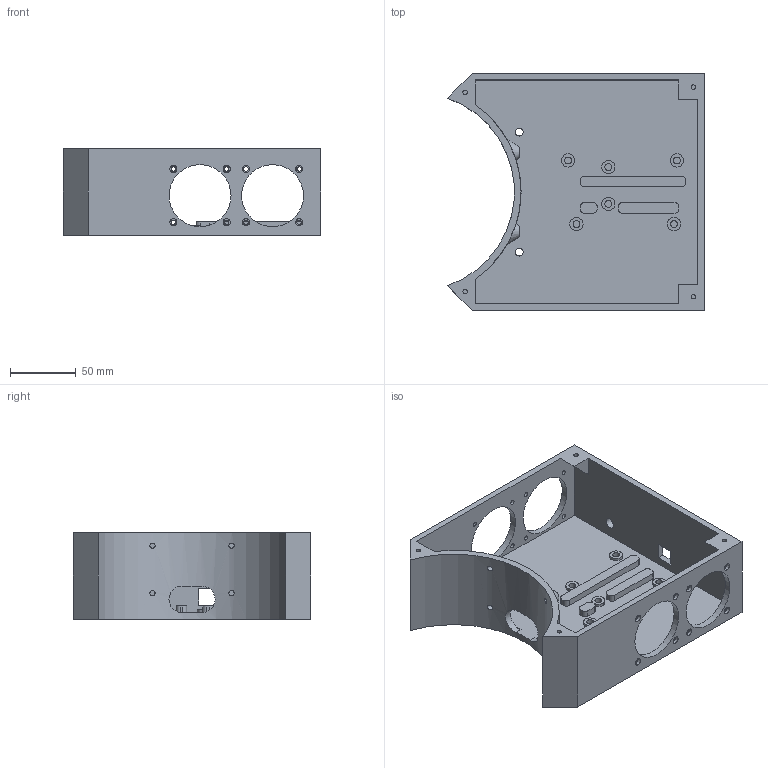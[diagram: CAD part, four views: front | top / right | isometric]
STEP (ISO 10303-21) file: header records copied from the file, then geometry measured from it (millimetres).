
FILE_DESCRIPTION(('FreeCAD Model'),'2;1');
FILE_NAME('BaseBoxBody.step', '2018-01-15T19:36:43',('Author'),(''), 'Open CASCADE STEP processor 6.8','FreeCAD','Unknown');
FILE_SCHEMA(('AUTOMOTIVE_DESIGN_CC2 { 1 2 10303 214 -1 1 5 4 }'));
Length unit declared in the file: millimetre
Products named in the file (1): BaseBoxBodyFinal
Bounding box: 195 x 180 x 65.5 mm (x, y, z)
Volume: 344212.3 mm3; surface area: 147354.4 mm2
Topology: 1 solids, 1 shells, 176 faces, 429 edges, 292 vertices
Faces by surface type: plane 97, cylinder 75, cone 4
Full cylindrical faces by diameter (mm): 3.4 x20, 4 x4, 5.2 x6, 5.4 x16, 6 x2, 8 x1, 10 x6, 47 x4
Entity records: 24054 total; most frequent: CARTESIAN_POINT 15429, DIRECTION 1540, ORIENTED_EDGE 858, PCURVE 858, DEFINITIONAL_REPRESENTATION 858, LINE 786, VECTOR 786, EDGE_CURVE 429
